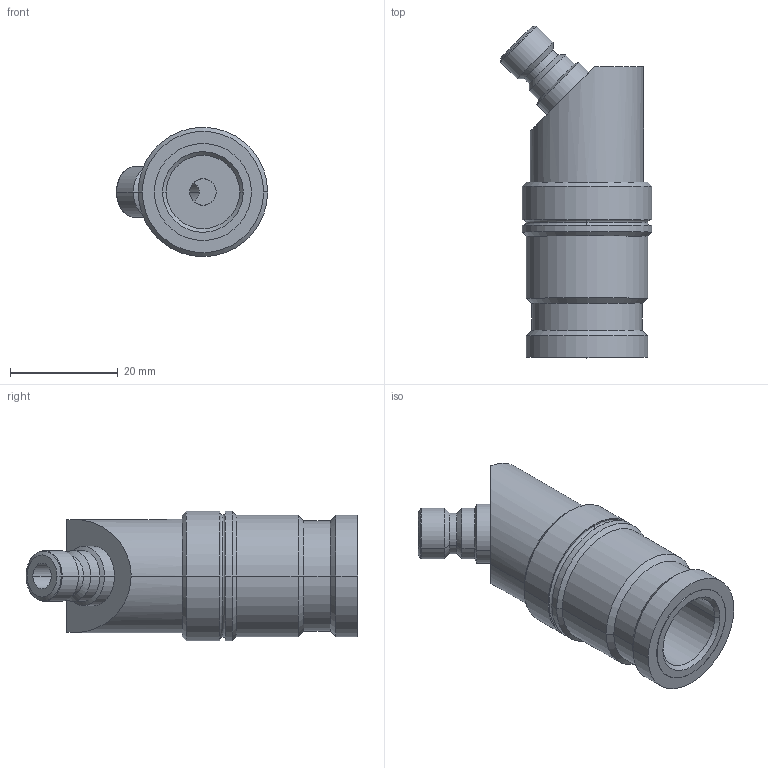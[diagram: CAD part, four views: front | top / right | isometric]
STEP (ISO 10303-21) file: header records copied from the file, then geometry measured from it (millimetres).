
FILE_DESCRIPTION(('STEP AP214'),'1');
FILE_NAME('esdfk-esdms-45.stp','2020-04-22T06:13:39',('TraceParts'),('TraceParts S.A.'),'Spatial InterOp 3D',' ',' ');
FILE_SCHEMA(('automotive_design'));
Length unit declared in the file: millimetre
Products named in the file (1): 1
Bounding box: 28.05 x 61.57 x 24 mm (x, y, z)
Volume: 17069 mm3; surface area: 6292.4 mm2
Topology: 1 solids, 1 shells, 62 faces, 133 edges, 79 vertices
Faces by surface type: cylinder 28, cone 18, plane 10, torus 6
Entity records: 2323 total; most frequent: CARTESIAN_POINT 397, DIRECTION 341, ORIENTED_EDGE 266, AXIS2_PLACEMENT_3D 147, EDGE_CURVE 133, CIRCLE 80, VERTEX_POINT 79, EDGE_LOOP 70
